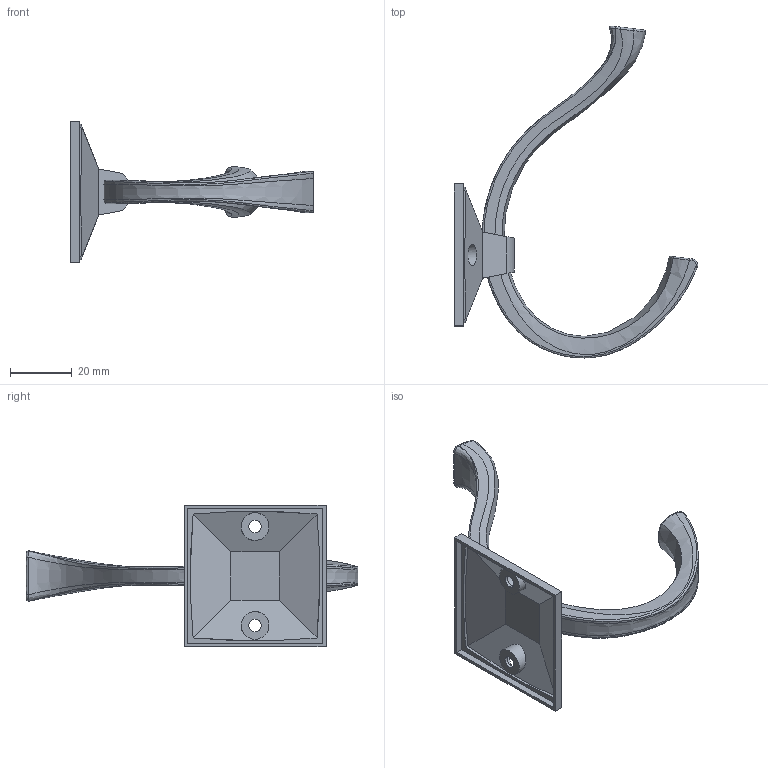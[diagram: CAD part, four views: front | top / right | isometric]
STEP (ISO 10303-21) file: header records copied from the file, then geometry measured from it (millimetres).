
FILE_DESCRIPTION(/* description */ (''),/* implementation_level */ '2;1');
FILE_NAME(/* name */ 'UZ-MADRYT.stp',/* time_stamp */ '2019-01-28T10:06:29+01:00',/* author */ ('tomaszw'),/* organization */ (''),/* preprocessor_version */ 'ST-DEVELOPER v17',/* originating_system */ 'Autodesk Inventor 2019',/* authorisation */ '');
FILE_SCHEMA (('AUTOMOTIVE_DESIGN { 1 0 10303 214 3 1 1 }'));
Length unit declared in the file: millimetre
Products named in the file (1): UZ-MADRYT
Bounding box: 78.86 x 107.54 x 46 mm (x, y, z)
Volume: 14940.5 mm3; surface area: 12112.8 mm2
Topology: 3 solids, 3 shells, 79 faces, 188 edges, 122 vertices
Faces by surface type: bspline 32, plane 32, cylinder 15
Full cylindrical faces by diameter (mm): 4 x2, 7 x2, 9 x2
Entity records: 8246 total; most frequent: CARTESIAN_POINT 6575, ORIENTED_EDGE 376, DIRECTION 252, EDGE_CURVE 188, VERTEX_POINT 122, AXIS2_PLACEMENT_3D 94, EDGE_LOOP 90, FACE_OUTER_BOUND 79
